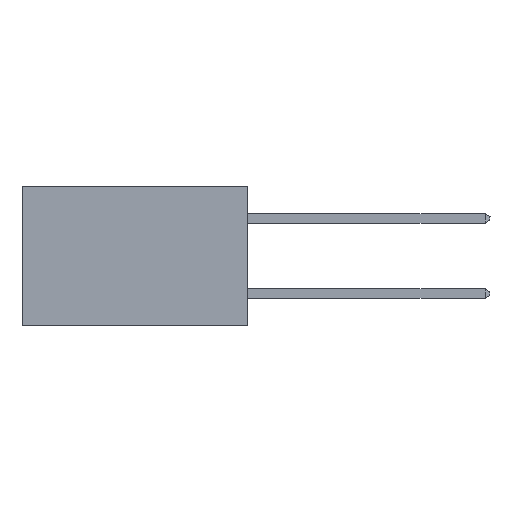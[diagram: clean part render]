
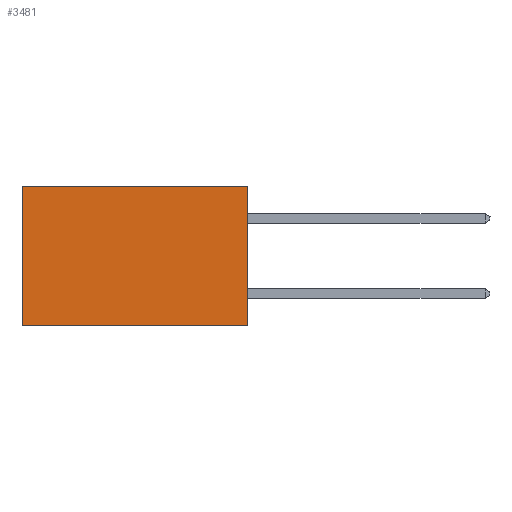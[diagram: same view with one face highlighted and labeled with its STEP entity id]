
A CAD part, left-side view. The second image highlights one B-rep face of the part: STEP entity #3481.
In plain terms, the highlighted planar face has unit normal (-1, 0, 0).
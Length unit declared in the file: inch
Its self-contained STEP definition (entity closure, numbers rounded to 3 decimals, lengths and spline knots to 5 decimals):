
#402 = DIRECTION ( 'NONE',  ( 0., 0., -1. ) ) ;
#541 = VERTEX_POINT ( 'NONE', #10187 ) ;
#1044 = LINE ( 'NONE', #5235, #4628 ) ;
#1131 = VERTEX_POINT ( 'NONE', #6481 ) ;
#1615 = CARTESIAN_POINT ( 'NONE',  ( 0.2615, 0., -0.37 ) ) ;
#1898 = CARTESIAN_POINT ( 'NONE',  ( 0.2615, 0., -0.37 ) ) ;
#2382 = DIRECTION ( 'NONE',  ( 1., 0., 0. ) ) ;
#2406 = AXIS2_PLACEMENT_3D ( 'NONE', #2445, #2382, #6214 ) ;
#2445 = CARTESIAN_POINT ( 'NONE',  ( 0.2615, 0., -0.37 ) ) ;
#2612 = LINE ( 'NONE', #1615, #3485 ) ;
#2854 = DIRECTION ( 'NONE',  ( 0., 1., 0. ) ) ;
#3156 = CARTESIAN_POINT ( 'NONE',  ( 0.2615, 0., 0. ) ) ;
#3481 = ADVANCED_FACE ( 'NONE', ( #4341 ), #5396, .F. ) ;
#3485 = VECTOR ( 'NONE', #8370, 39.37008 ) ;
#3942 = ORIENTED_EDGE ( 'NONE', *, *, #6334, .T. ) ;
#4341 = FACE_OUTER_BOUND ( 'NONE', #6384, .T. ) ;
#4628 = VECTOR ( 'NONE', #6176, 39.37008 ) ;
#4862 = LINE ( 'NONE', #7856, #8217 ) ;
#5235 = CARTESIAN_POINT ( 'NONE',  ( 0.2615, 0.6, -0.37 ) ) ;
#5396 = PLANE ( 'NONE',  #2406 ) ;
#6164 = EDGE_CURVE ( 'NONE', #9808, #541, #4862, .T. ) ;
#6176 = DIRECTION ( 'NONE',  ( 0., 0., -1. ) ) ;
#6214 = DIRECTION ( 'NONE',  ( 0., 0., -1. ) ) ;
#6334 = EDGE_CURVE ( 'NONE', #541, #1131, #1044, .T. ) ;
#6384 = EDGE_LOOP ( 'NONE', ( #3942, #11354, #10246, #10440 ) ) ;
#6481 = CARTESIAN_POINT ( 'NONE',  ( 0.2615, 0.6, -0.37 ) ) ;
#7042 = CARTESIAN_POINT ( 'NONE',  ( 0.2615, 0., -0.37 ) ) ;
#7856 = CARTESIAN_POINT ( 'NONE',  ( 0.2615, 0., 0. ) ) ;
#8217 = VECTOR ( 'NONE', #2854, 39.37008 ) ;
#8370 = DIRECTION ( 'NONE',  ( 0., 1., 0. ) ) ;
#9134 = EDGE_CURVE ( 'NONE', #9701, #1131, #2612, .T. ) ;
#9647 = VECTOR ( 'NONE', #402, 39.37008 ) ;
#9701 = VERTEX_POINT ( 'NONE', #1898 ) ;
#9808 = VERTEX_POINT ( 'NONE', #3156 ) ;
#10187 = CARTESIAN_POINT ( 'NONE',  ( 0.2615, 0.6, 0. ) ) ;
#10246 = ORIENTED_EDGE ( 'NONE', *, *, #12292, .F. ) ;
#10440 = ORIENTED_EDGE ( 'NONE', *, *, #6164, .T. ) ;
#10923 = LINE ( 'NONE', #7042, #9647 ) ;
#11354 = ORIENTED_EDGE ( 'NONE', *, *, #9134, .F. ) ;
#12292 = EDGE_CURVE ( 'NONE', #9808, #9701, #10923, .T. ) ;
